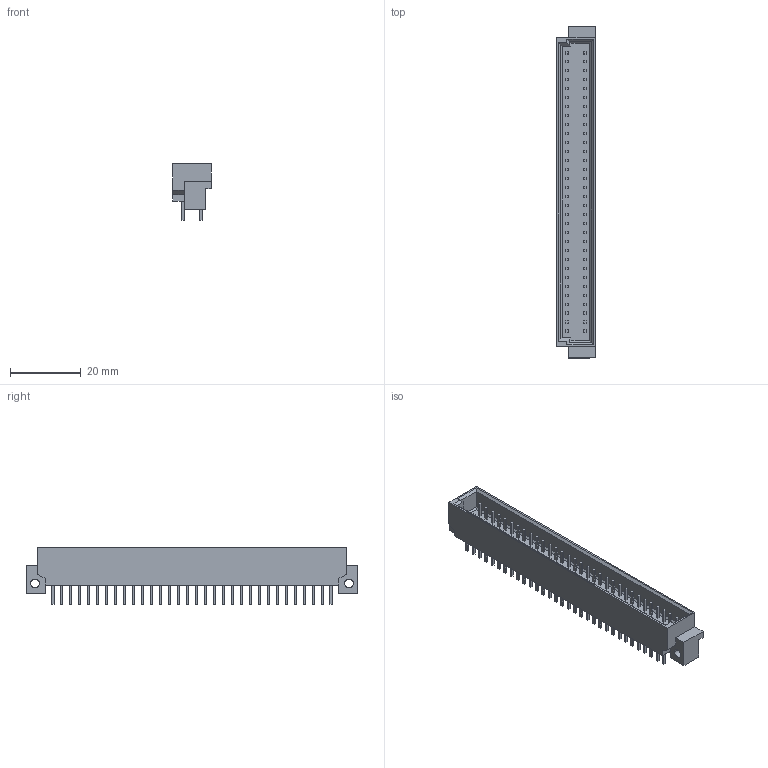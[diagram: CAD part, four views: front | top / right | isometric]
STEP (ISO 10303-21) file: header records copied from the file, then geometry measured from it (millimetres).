
FILE_DESCRIPTION((''),'2;1');
FILE_NAME('HARTING_09 03 164 6922.stp','2011-11-16T16:31:39',(''),(''),'Mechanical Desktop 2011','Mechanical Desktop 2011',', , ');
FILE_SCHEMA(('AUTOMOTIVE_DESIGN { 1 2 10303 214 1 1 1 1 }'));
Length unit declared in the file: millimetre
Products named in the file (1): Product
Bounding box: 11 x 94 x 16 mm (x, y, z)
Volume: 5483.2 mm3; surface area: 6965.5 mm2
Topology: 129 solids, 129 shells, 819 faces, 1664 edges, 1104 vertices
Faces by surface type: plane 815, cylinder 4
Entity records: 20877 total; most frequent: CARTESIAN_POINT 3588, ORIENTED_EDGE 3328, DIRECTION 3312, EDGE_CURVE 1664, VECTOR 1656, LINE 1656, VERTEX_POINT 1104, AXIS2_PLACEMENT_3D 828
